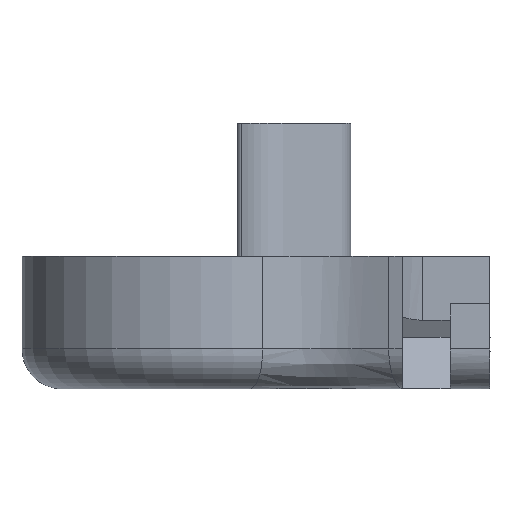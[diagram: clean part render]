
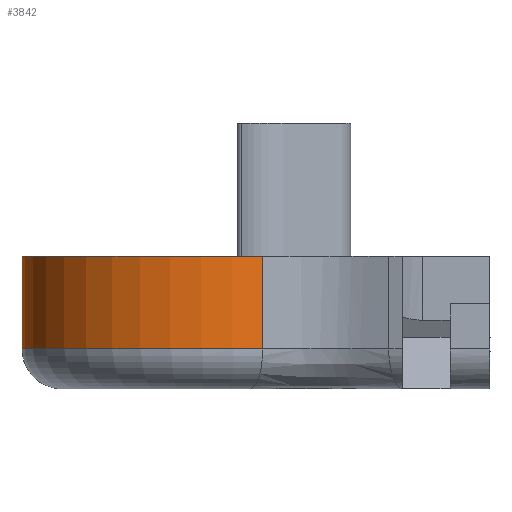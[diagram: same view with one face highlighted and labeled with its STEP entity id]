
A CAD part, left-side view. The second image highlights one B-rep face of the part: STEP entity #3842.
In plain terms, the highlighted cylindrical face has radius 6.75 mm (diameter 13.5 mm), a partial arc.
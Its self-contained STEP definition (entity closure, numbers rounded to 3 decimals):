
#958=CARTESIAN_POINT('',(-39.156,-96.516,9.091));
#959=VERTEX_POINT('',#958);
#967=CARTESIAN_POINT('',(-45.469,-105.574,9.091));
#968=VERTEX_POINT('',#967);
#969=CARTESIAN_POINT('',(-39.126,-103.266,9.091));
#970=DIRECTION('',(0.,-0.,1.));
#971=DIRECTION('',(0.,1.,0.));
#972=AXIS2_PLACEMENT_3D('',#969,#970,#971);
#973=CIRCLE('',#972,6.75);
#974=EDGE_CURVE('',#959,#968,#973,.T.);
#1795=CARTESIAN_POINT('',(-39.156,-96.516,5.591));
#1796=VERTEX_POINT('',#1795);
#1797=CARTESIAN_POINT('',(-39.156,-96.516,9.091));
#1798=DIRECTION('',(-0.,0.,-1.));
#1799=VECTOR('',#1798,3.5);
#1800=LINE('',#1797,#1799);
#1801=EDGE_CURVE('',#959,#1796,#1800,.T.);
#3818=CARTESIAN_POINT('',(-39.126,-103.266,4.091));
#3819=DIRECTION('',(0.,-0.,1.));
#3820=DIRECTION('',(-0.,-1.,-0.));
#3821=AXIS2_PLACEMENT_3D('',#3818,#3819,#3820);
#3822=CYLINDRICAL_SURFACE('',#3821,6.75);
#3823=ORIENTED_EDGE('',*,*,#1801,.T.);
#3824=CARTESIAN_POINT('',(-45.469,-105.574,5.591));
#3825=VERTEX_POINT('',#3824);
#3826=CARTESIAN_POINT('',(-39.126,-103.266,5.591));
#3827=DIRECTION('',(-0.,-0.,1.));
#3828=DIRECTION('',(0.,1.,0.));
#3829=AXIS2_PLACEMENT_3D('',#3826,#3827,#3828);
#3830=CIRCLE('',#3829,6.75);
#3831=EDGE_CURVE('',#1796,#3825,#3830,.T.);
#3832=ORIENTED_EDGE('',*,*,#3831,.T.);
#3833=CARTESIAN_POINT('',(-45.469,-105.574,5.591));
#3834=DIRECTION('',(0.,-0.,1.));
#3835=VECTOR('',#3834,3.5);
#3836=LINE('',#3833,#3835);
#3837=EDGE_CURVE('',#3825,#968,#3836,.T.);
#3838=ORIENTED_EDGE('',*,*,#3837,.T.);
#3839=ORIENTED_EDGE('',*,*,#974,.F.);
#3840=EDGE_LOOP('',(#3823,#3832,#3838,#3839));
#3841=FACE_BOUND('',#3840,.T.);
#3842=ADVANCED_FACE('',(#3841),#3822,.T.);
